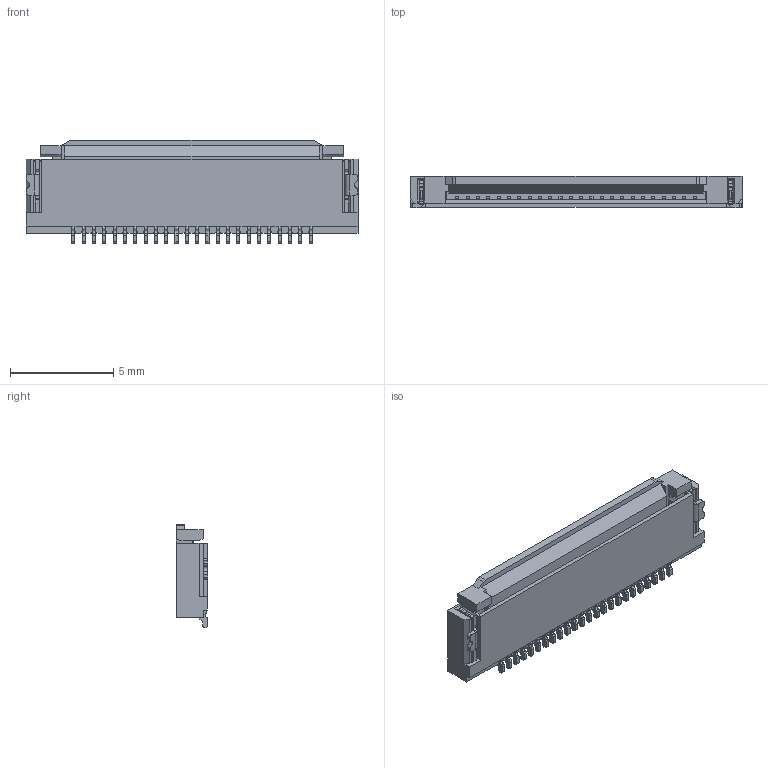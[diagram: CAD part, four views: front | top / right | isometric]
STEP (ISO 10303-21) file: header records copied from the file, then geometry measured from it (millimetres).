
FILE_DESCRIPTION((''),'2;1');
FILE_NAME('05PXH15-FPC-FL-RA-TYPE1-CONN_AS','2019-01-15T',('Administrator'),(''),'CREO PARAMETRIC BY PTC INC, 2014050','CREO PARAMETRIC BY PTC INC, 2014050','');
FILE_SCHEMA(('CONFIG_CONTROL_DESIGN'));
Length unit declared in the file: millimetre
Products named in the file (1): 05PXH15-FPC-FL-RA-TYPE1-CONN_AS
Bounding box: 16.1 x 1.52 x 5 mm (x, y, z)
Volume: 71.1 mm3; surface area: 381.7 mm2
Topology: 1 solids, 1 shells, 1765 faces, 5313 edges, 3519 vertices
Faces by surface type: plane 1292, cylinder 473
Entity records: 59472 total; most frequent: CARTESIAN_POINT 10735, ORIENTED_EDGE 10626, DIRECTION 9784, EDGE_CURVE 5313, VECTOR 4244, LINE 4244, VERTEX_POINT 3519, AXIS2_PLACEMENT_3D 2770
